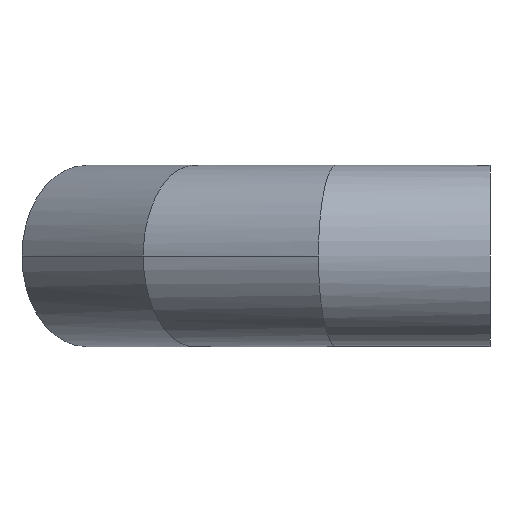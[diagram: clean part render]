
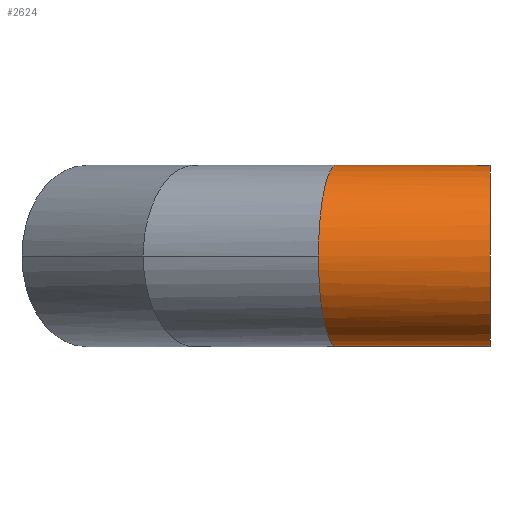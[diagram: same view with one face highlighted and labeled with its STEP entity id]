
A CAD part, left-side view. The second image highlights one B-rep face of the part: STEP entity #2624.
In plain terms, the highlighted cylindrical face has radius 44.958 mm (diameter 89.916 mm), a partial arc.
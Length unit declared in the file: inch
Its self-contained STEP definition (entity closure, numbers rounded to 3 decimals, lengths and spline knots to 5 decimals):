
#347 = LINE ( 'NONE', #989, #436 ) ;
#385 = CYLINDRICAL_SURFACE ( 'NONE', #485, 1.77 ) ;
#386 = CARTESIAN_POINT ( 'NONE',  ( -1.77, 3.35207, 0. ) ) ;
#389 = AXIS2_PLACEMENT_3D ( 'NONE', #2950, #2943, #2936 ) ;
#406 = CARTESIAN_POINT ( 'NONE',  ( -1.77, 3.35207, -1.03684 ) ) ;
#436 = VECTOR ( 'NONE', #962, 39.37008 ) ;
#485 = AXIS2_PLACEMENT_3D ( 'NONE', #929, #861, #977 ) ;
#525 = FACE_OUTER_BOUND ( 'NONE', #1349, .T. ) ;
#544 = ORIENTED_EDGE ( 'NONE', *, *, #1599, .F. ) ;
#562 = ORIENTED_EDGE ( 'NONE', *, *, #3051, .F. ) ;
#595 = ORIENTED_EDGE ( 'NONE', *, *, #2925, .F. ) ;
#629 = ORIENTED_EDGE ( 'NONE', *, *, #1340, .T. ) ;
#661 = CARTESIAN_POINT ( 'NONE',  ( 0., 3., 1.77 ) ) ;
#673 = CARTESIAN_POINT ( 'NONE',  ( -1.03684, 3.20624, 1.77 ) ) ;
#683 = CARTESIAN_POINT ( 'NONE',  ( 0., 3., 1.77 ) ) ;
#742 = CARTESIAN_POINT ( 'NONE',  ( 0., 3., -1.77 ) ) ;
#777 = ORIENTED_EDGE ( 'NONE', *, *, #2928, .T. ) ;
#861 = DIRECTION ( 'NONE',  ( 0., -1., 0. ) ) ;
#886 = CARTESIAN_POINT ( 'NONE',  ( -1.77, 3.35207, 1.03684 ) ) ;
#896 = CARTESIAN_POINT ( 'NONE',  ( -1.77, 3.35207, 0. ) ) ;
#929 = CARTESIAN_POINT ( 'NONE',  ( 0., 8.00632, 0. ) ) ;
#962 = DIRECTION ( 'NONE',  ( 0., -1., 0. ) ) ;
#977 = DIRECTION ( 'NONE',  ( 0., 0., -1. ) ) ;
#983 =( BOUNDED_CURVE ( )  B_SPLINE_CURVE ( 3, ( #896, #886, #673, #661 ),
 .UNSPECIFIED., .F., .F. ) 
 B_SPLINE_CURVE_WITH_KNOTS ( ( 4, 4 ),
 ( 3.14159, 4.71239 ),
 .UNSPECIFIED. ) 
 CURVE ( )  GEOMETRIC_REPRESENTATION_ITEM ( )  RATIONAL_B_SPLINE_CURVE ( ( 1., 0.805, 0.805, 1. ) ) 
 REPRESENTATION_ITEM ( '' )  );
#989 = CARTESIAN_POINT ( 'NONE',  ( 0., 8.00632, -1.77 ) ) ;
#1003 = CARTESIAN_POINT ( 'NONE',  ( -1.03684, 3.20624, -1.77 ) ) ;
#1124 = VERTEX_POINT ( 'NONE', #2184 ) ;
#1340 = EDGE_CURVE ( 'NONE', #1852, #1124, #347, .T. ) ;
#1349 = EDGE_LOOP ( 'NONE', ( #544, #562, #595, #629, #777 ) ) ;
#1445 = DIRECTION ( 'NONE',  ( 0., -1., 0. ) ) ;
#1599 = EDGE_CURVE ( 'NONE', #2920, #2433, #2960, .T. ) ;
#1632 = CARTESIAN_POINT ( 'NONE',  ( -1.77, 3.35207, 0. ) ) ;
#1689 = CARTESIAN_POINT ( 'NONE',  ( 0., 8.00632, 1.77 ) ) ;
#1852 = VERTEX_POINT ( 'NONE', #2251 ) ;
#1951 = VERTEX_POINT ( 'NONE', #1632 ) ;
#2170 = CARTESIAN_POINT ( 'NONE',  ( 0., 0., 1.77 ) ) ;
#2184 = CARTESIAN_POINT ( 'NONE',  ( 0., 0., -1.77 ) ) ;
#2251 = CARTESIAN_POINT ( 'NONE',  ( 0., 3., -1.77 ) ) ;
#2433 = VERTEX_POINT ( 'NONE', #2170 ) ;
#2560 =( BOUNDED_CURVE ( )  B_SPLINE_CURVE ( 3, ( #742, #1003, #406, #386 ),
 .UNSPECIFIED., .F., .F. ) 
 B_SPLINE_CURVE_WITH_KNOTS ( ( 4, 4 ),
 ( 1.5708, 3.14159 ),
 .UNSPECIFIED. ) 
 CURVE ( )  GEOMETRIC_REPRESENTATION_ITEM ( )  RATIONAL_B_SPLINE_CURVE ( ( 1., 0.805, 0.805, 1. ) ) 
 REPRESENTATION_ITEM ( '' )  );
#2624 = ADVANCED_FACE ( 'NONE', ( #525 ), #385, .T. ) ;
#2851 = CIRCLE ( 'NONE', #389, 1.77 ) ;
#2920 = VERTEX_POINT ( 'NONE', #683 ) ;
#2925 = EDGE_CURVE ( 'NONE', #1852, #1951, #2560, .T. ) ;
#2928 = EDGE_CURVE ( 'NONE', #1124, #2433, #2851, .T. ) ;
#2936 = DIRECTION ( 'NONE',  ( 0., 0., 1. ) ) ;
#2943 = DIRECTION ( 'NONE',  ( 0., 1., 0. ) ) ;
#2950 = CARTESIAN_POINT ( 'NONE',  ( 0., 0., 0. ) ) ;
#2957 = VECTOR ( 'NONE', #1445, 39.37008 ) ;
#2960 = LINE ( 'NONE', #1689, #2957 ) ;
#3051 = EDGE_CURVE ( 'NONE', #1951, #2920, #983, .T. ) ;
